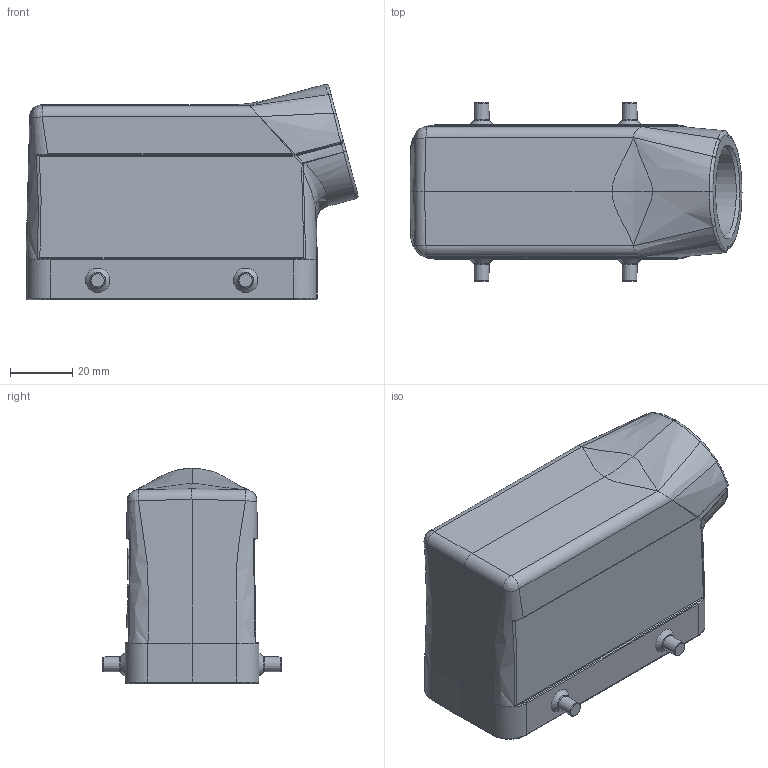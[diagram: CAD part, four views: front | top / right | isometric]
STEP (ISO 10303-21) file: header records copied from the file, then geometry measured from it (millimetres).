
FILE_DESCRIPTION(/* description */ (''),/* implementation_level */ '2;1');
FILE_NAME(/* name */ '100737211ugm000_b.stp',/* time_stamp */ '2018-03-06T15:50:41+01:00',/* author */ (''),/* organization */ (''),/* preprocessor_version */ 'ST-DEVELOPER v16',/* originating_system */ 'SIEMENS PLM Software NX 10.0',/* authorisation */ '');
FILE_SCHEMA (('AUTOMOTIVE_DESIGN { 1 0 10303 214 3 1 1 1 }'));
Length unit declared in the file: millimetre
Products named in the file (1): 100737211ugm000_b
Bounding box: 106.56 x 57.2 x 69.11 mm (x, y, z)
Volume: 71336.4 mm3; surface area: 39756.4 mm2
Topology: 1 solids, 1 shells, 413 faces, 1044 edges, 635 vertices
Faces by surface type: plane 144, bspline 138, cylinder 92, cone 29, torus 10
Full cylindrical faces by diameter (mm): 3 x4, 24 x1, 28.3 x1
Entity records: 17425 total; most frequent: CARTESIAN_POINT 7988, ORIENTED_EDGE 1864, DIRECTION 1532, EDGE_CURVE 932, VERTEX_POINT 575, AXIS2_PLACEMENT_3D 558, EDGE_LOOP 465, LINE 416
